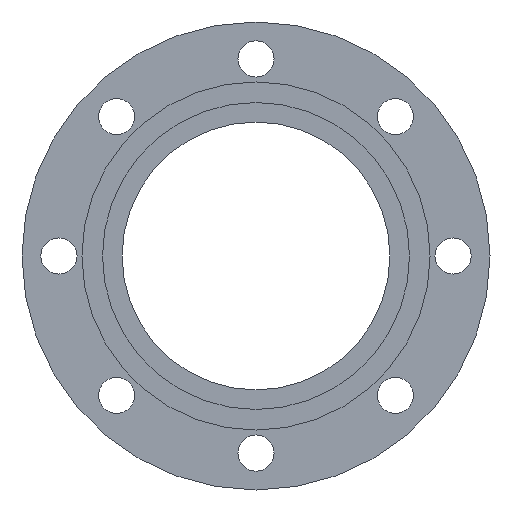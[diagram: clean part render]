
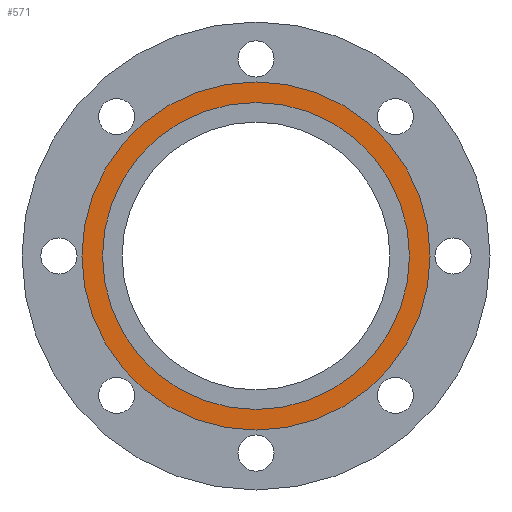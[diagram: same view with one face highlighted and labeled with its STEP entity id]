
A CAD part, front view. The second image highlights one B-rep face of the part: STEP entity #571.
In plain terms, the highlighted planar face has unit normal (0, -1, 0).
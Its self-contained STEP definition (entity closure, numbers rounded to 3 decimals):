
#16 = DIRECTION ( 'NONE',  ( 0., 0., 1. ) ) ;
#38 = EDGE_LOOP ( 'NONE', ( #760, #84 ) ) ;
#54 = FACE_OUTER_BOUND ( 'NONE', #763, .T. ) ;
#65 = PLANE ( 'NONE',  #453 ) ;
#84 = ORIENTED_EDGE ( 'NONE', *, *, #806, .T. ) ;
#103 = VERTEX_POINT ( 'NONE', #619 ) ;
#139 = DIRECTION ( 'NONE',  ( 0., 0., 1. ) ) ;
#146 = CARTESIAN_POINT ( 'NONE',  ( 0., 0., 0. ) ) ;
#264 = CARTESIAN_POINT ( 'NONE',  ( 0., 0., 93.5 ) ) ;
#305 = CIRCLE ( 'NONE', #979, 93.5 ) ;
#338 = DIRECTION ( 'NONE',  ( 0., 0., 1. ) ) ;
#350 = DIRECTION ( 'NONE',  ( 0., 1., 0. ) ) ;
#428 = FACE_BOUND ( 'NONE', #38, .T. ) ;
#432 = CARTESIAN_POINT ( 'NONE',  ( 0., 0., 0. ) ) ;
#453 = AXIS2_PLACEMENT_3D ( 'NONE', #789, #975, #1075 ) ;
#495 = CIRCLE ( 'NONE', #649, 106. ) ;
#500 = DIRECTION ( 'NONE',  ( 0., 1., 0. ) ) ;
#528 = CARTESIAN_POINT ( 'NONE',  ( 0., 0., 0. ) ) ;
#571 = ADVANCED_FACE ( 'NONE', ( #428, #54 ), #65, .T. ) ;
#619 = CARTESIAN_POINT ( 'NONE',  ( 0., 0., 106. ) ) ;
#621 = CARTESIAN_POINT ( 'NONE',  ( 0., 0., -93.5 ) ) ;
#627 = EDGE_CURVE ( 'NONE', #973, #978, #305, .T. ) ;
#634 = CARTESIAN_POINT ( 'NONE',  ( 0., 0., -106. ) ) ;
#649 = AXIS2_PLACEMENT_3D ( 'NONE', #432, #832, #16 ) ;
#661 = DIRECTION ( 'NONE',  ( 0., 1., 0. ) ) ;
#713 = CIRCLE ( 'NONE', #776, 106. ) ;
#719 = DIRECTION ( 'NONE',  ( 0., 0., 1. ) ) ;
#751 = EDGE_CURVE ( 'NONE', #103, #1114, #495, .T. ) ;
#760 = ORIENTED_EDGE ( 'NONE', *, *, #627, .T. ) ;
#763 = EDGE_LOOP ( 'NONE', ( #908, #967 ) ) ;
#767 = CARTESIAN_POINT ( 'NONE',  ( 0., 0., 0. ) ) ;
#776 = AXIS2_PLACEMENT_3D ( 'NONE', #767, #661, #139 ) ;
#789 = CARTESIAN_POINT ( 'NONE',  ( 0., 0., 93.5 ) ) ;
#806 = EDGE_CURVE ( 'NONE', #978, #973, #970, .T. ) ;
#832 = DIRECTION ( 'NONE',  ( 0., 1., 0. ) ) ;
#846 = EDGE_CURVE ( 'NONE', #1114, #103, #713, .T. ) ;
#908 = ORIENTED_EDGE ( 'NONE', *, *, #751, .F. ) ;
#967 = ORIENTED_EDGE ( 'NONE', *, *, #846, .F. ) ;
#970 = CIRCLE ( 'NONE', #1182, 93.5 ) ;
#973 = VERTEX_POINT ( 'NONE', #264 ) ;
#975 = DIRECTION ( 'NONE',  ( 0., -1., 0. ) ) ;
#978 = VERTEX_POINT ( 'NONE', #621 ) ;
#979 = AXIS2_PLACEMENT_3D ( 'NONE', #146, #500, #338 ) ;
#1075 = DIRECTION ( 'NONE',  ( 0., 0., -1. ) ) ;
#1114 = VERTEX_POINT ( 'NONE', #634 ) ;
#1182 = AXIS2_PLACEMENT_3D ( 'NONE', #528, #350, #719 ) ;
